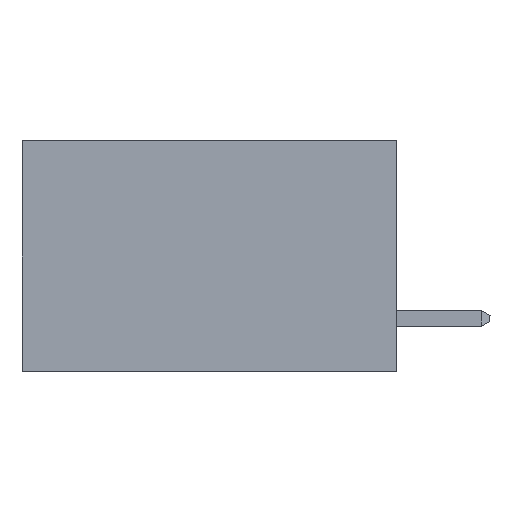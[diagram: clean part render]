
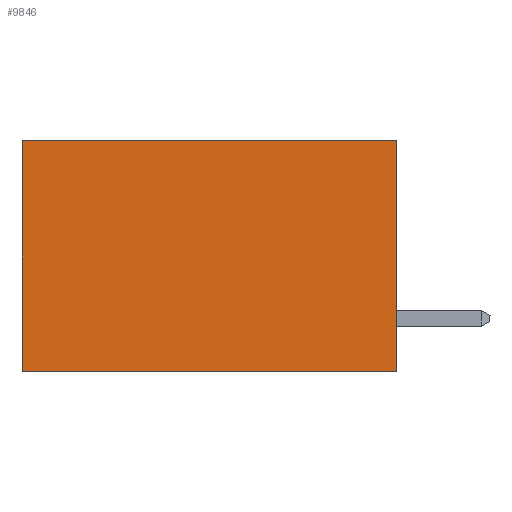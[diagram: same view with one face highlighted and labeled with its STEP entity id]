
A CAD part, left-side view. The second image highlights one B-rep face of the part: STEP entity #9846.
In plain terms, the highlighted planar face has unit normal (-1, 0, 0).
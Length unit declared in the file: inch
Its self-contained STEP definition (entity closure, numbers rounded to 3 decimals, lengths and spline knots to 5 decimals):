
#135 = EDGE_CURVE ( 'NONE', #9859, #10293, #2103, .T. ) ;
#318 = CARTESIAN_POINT ( 'NONE',  ( 0.2615, 0., -0.37 ) ) ;
#407 = CARTESIAN_POINT ( 'NONE',  ( 0.2615, 0., 0. ) ) ;
#1128 = VECTOR ( 'NONE', #2539, 39.37008 ) ;
#1475 = LINE ( 'NONE', #8028, #10297 ) ;
#1774 = DIRECTION ( 'NONE',  ( 1., 0., 0. ) ) ;
#2103 = LINE ( 'NONE', #6966, #3779 ) ;
#2539 = DIRECTION ( 'NONE',  ( 0., 1., 0. ) ) ;
#2609 = ORIENTED_EDGE ( 'NONE', *, *, #2920, .F. ) ;
#2920 = EDGE_CURVE ( 'NONE', #7386, #7339, #1475, .T. ) ;
#3386 = CARTESIAN_POINT ( 'NONE',  ( 0.2615, 0.6, 0. ) ) ;
#3457 = CARTESIAN_POINT ( 'NONE',  ( 0.2615, 0., -0.37 ) ) ;
#3737 = LINE ( 'NONE', #6973, #6580 ) ;
#3779 = VECTOR ( 'NONE', #5381, 39.37008 ) ;
#4342 = CARTESIAN_POINT ( 'NONE',  ( 0.2615, 0., -0.37 ) ) ;
#5286 = EDGE_CURVE ( 'NONE', #7386, #9859, #3737, .T. ) ;
#5317 = ORIENTED_EDGE ( 'NONE', *, *, #5286, .T. ) ;
#5381 = DIRECTION ( 'NONE',  ( 0., 0., -1. ) ) ;
#5796 = CARTESIAN_POINT ( 'NONE',  ( 0.2615, 0.6, -0.37 ) ) ;
#5799 = FACE_OUTER_BOUND ( 'NONE', #7732, .T. ) ;
#5846 = PLANE ( 'NONE',  #10141 ) ;
#5931 = LINE ( 'NONE', #3457, #1128 ) ;
#6426 = ORIENTED_EDGE ( 'NONE', *, *, #7759, .F. ) ;
#6580 = VECTOR ( 'NONE', #10187, 39.37008 ) ;
#6590 = DIRECTION ( 'NONE',  ( 0., 0., -1. ) ) ;
#6966 = CARTESIAN_POINT ( 'NONE',  ( 0.2615, 0.6, -0.37 ) ) ;
#6973 = CARTESIAN_POINT ( 'NONE',  ( 0.2615, 0., 0. ) ) ;
#7277 = DIRECTION ( 'NONE',  ( 0., 0., -1. ) ) ;
#7339 = VERTEX_POINT ( 'NONE', #4342 ) ;
#7386 = VERTEX_POINT ( 'NONE', #407 ) ;
#7732 = EDGE_LOOP ( 'NONE', ( #7999, #6426, #2609, #5317 ) ) ;
#7759 = EDGE_CURVE ( 'NONE', #7339, #10293, #5931, .T. ) ;
#7999 = ORIENTED_EDGE ( 'NONE', *, *, #135, .T. ) ;
#8028 = CARTESIAN_POINT ( 'NONE',  ( 0.2615, 0., -0.37 ) ) ;
#9846 = ADVANCED_FACE ( 'NONE', ( #5799 ), #5846, .F. ) ;
#9859 = VERTEX_POINT ( 'NONE', #3386 ) ;
#10141 = AXIS2_PLACEMENT_3D ( 'NONE', #318, #1774, #6590 ) ;
#10187 = DIRECTION ( 'NONE',  ( 0., 1., 0. ) ) ;
#10293 = VERTEX_POINT ( 'NONE', #5796 ) ;
#10297 = VECTOR ( 'NONE', #7277, 39.37008 ) ;
